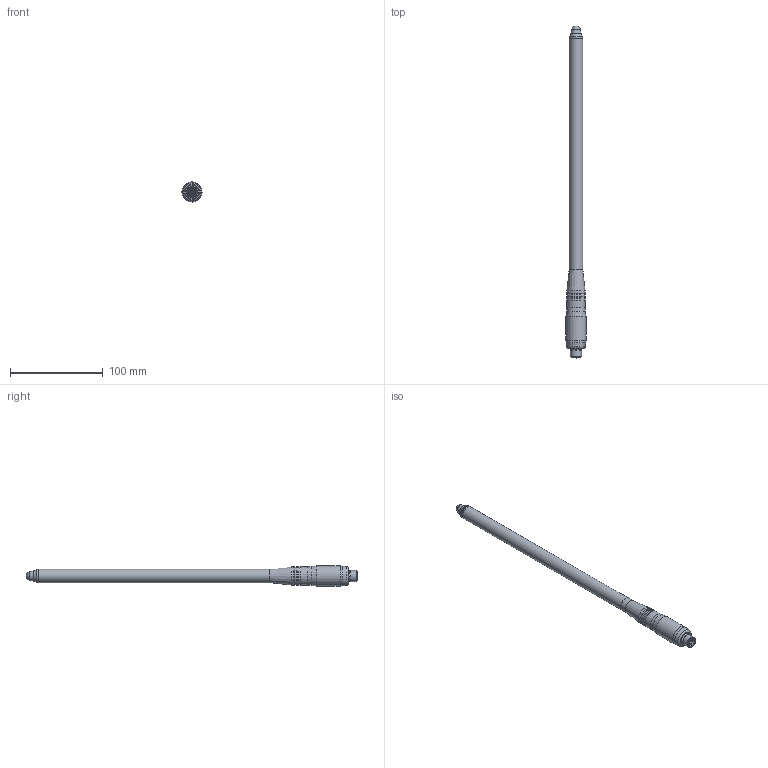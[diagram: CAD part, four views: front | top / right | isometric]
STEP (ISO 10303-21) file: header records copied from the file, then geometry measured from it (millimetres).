
FILE_DESCRIPTION(/* description */ ('Unknown'),/* implementation_level */ '2;1');
FILE_NAME(/* name */ 'PL20S-XXXXX.XX2X21.A032XXXXXXXX',/* time_stamp */ '2020-10-22T08:14:03+02:00',/* author */ ('Unknown'),/* organization */ ('Unknown'),/* preprocessor_version */ 'ST-DEVELOPER v16.7',/* originating_system */ 'DEX',/* authorisation */ $);
FILE_SCHEMA (('AUTOMOTIVE_DESIGN {1 0 10303 214 3 1 1}'));
Length unit declared in the file: millimetre
Products named in the file (1): PL20S-XXXXX.XX2X21.A032XXXXXXXX2
Bounding box: 21.7 x 358.85 x 21.7 mm (x, y, z)
Volume: 38577.1 mm3; surface area: 31599.2 mm2
Topology: 1 solids, 3 shells, 371 faces, 980 edges, 608 vertices
Faces by surface type: plane 203, cylinder 103, sphere 26, cone 25, torus 14
Full cylindrical faces by diameter (mm): 8 x1, 8.3 x1, 9.4 x1, 9.55 x2, 10.8 x1, 10.917 x1, 11 x1, 11.9 x1, 12 x2, 12.1 x1, 13 x2, 13.6 x1, 14.6 x1, 14.7 x1, 15 x1, 16.5 x1, 18 x1, 19.5 x4, 21.3 x1, 21.7 x1
Entity records: 13365 total; most frequent: CARTESIAN_POINT 1927, DIRECTION 1882, ORIENTED_EDGE 1750, EDGE_CURVE 875, AXIS2_PLACEMENT_3D 671, VERTEX_POINT 572, LINE 540, VECTOR 540
